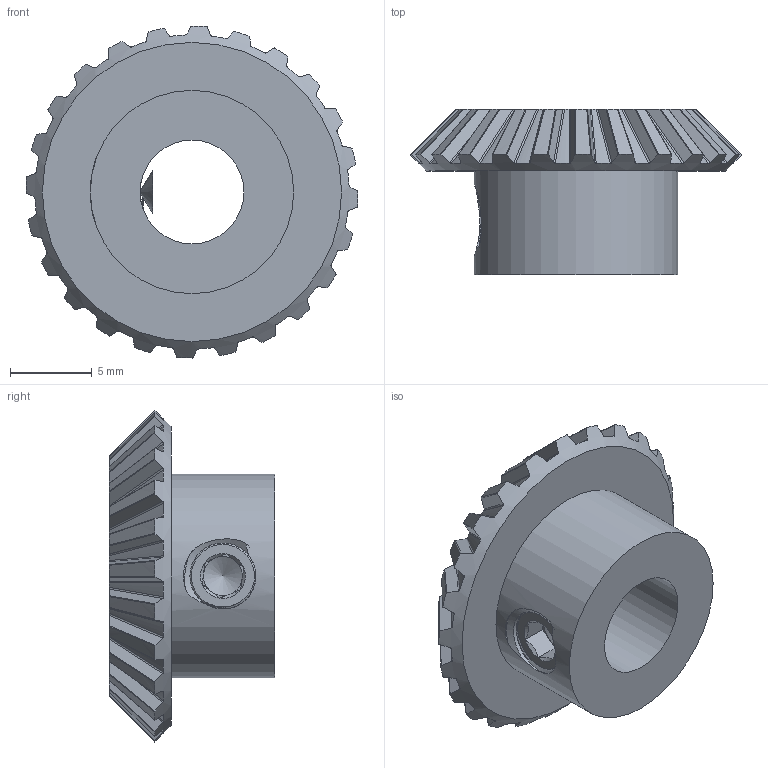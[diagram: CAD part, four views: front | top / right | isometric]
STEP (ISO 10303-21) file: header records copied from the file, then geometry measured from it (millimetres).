
FILE_DESCRIPTION(/* description */ ('STEP AP203'),/* implementation_level */ '2;1');
FILE_NAME(/* name */ '615398 assembly.stp',/* time_stamp */ '2021-07-14T13:19:17-07:00',/* author */ ('gfellows'),/* organization */ (''),/* preprocessor_version */ 'ST-DEVELOPER v18.1',/* originating_system */ 'Autodesk Inventor 2022',/* authorisation */ '');
FILE_SCHEMA (('AUTOMOTIVE_DESIGN { 1 0 10303 214 3 1 1 }'));
Length unit declared in the file: millimetre
Products named in the file (1): 615398 assembly_MIR_MIR
Bounding box: 20.32 x 10.13 x 20.32 mm (x, y, z)
Volume: 1323.9 mm3; surface area: 1328.3 mm2
Topology: 2 solids, 2 shells, 251 faces, 722 edges, 475 vertices
Faces by surface type: cylinder 72, plane 64, cone 59, bspline 56
Full cylindrical faces by diameter (mm): 3.795 x3, 4.039 x3, 4.826 x4, 6.35 x1, 12.446 x1
Entity records: 17368 total; most frequent: CARTESIAN_POINT 11486, ORIENTED_EDGE 1440, DIRECTION 989, EDGE_CURVE 720, VERTEX_POINT 475, AXIS2_PLACEMENT_3D 392, EDGE_LOOP 257, B_SPLINE_CURVE_WITH_KNOTS 252
